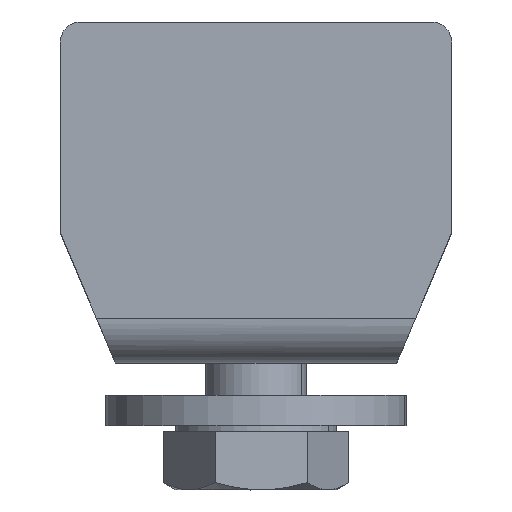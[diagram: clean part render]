
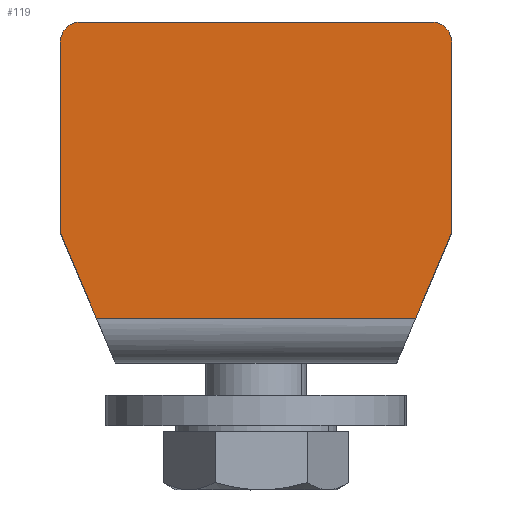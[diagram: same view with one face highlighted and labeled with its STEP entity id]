
A CAD part, top view. The second image highlights one B-rep face of the part: STEP entity #119.
In plain terms, the highlighted planar face has unit normal (0, 0, 1).
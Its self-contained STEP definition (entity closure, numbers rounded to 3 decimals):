
#7 = ORIENTED_EDGE ( 'NONE', *, *, #1511, .T. ) ;
#55 = EDGE_CURVE ( 'NONE', #1103, #969, #563, .T. ) ;
#73 = EDGE_CURVE ( 'NONE', #1354, #1103, #2132, .T. ) ;
#102 = CARTESIAN_POINT ( 'NONE',  ( -8.609, 57.194, 43.705 ) ) ;
#119 = ADVANCED_FACE ( 'NONE', ( #1393 ), #762, .T. ) ;
#159 = CARTESIAN_POINT ( 'NONE',  ( -10.609, 36.194, 43.705 ) ) ;
#198 = EDGE_CURVE ( 'NONE', #969, #1694, #1717, .T. ) ;
#259 = ORIENTED_EDGE ( 'NONE', *, *, #1246, .T. ) ;
#279 = VECTOR ( 'NONE', #1551, 1000. ) ;
#283 = CARTESIAN_POINT ( 'NONE',  ( -8.609, 55.194, 43.705 ) ) ;
#313 = ORIENTED_EDGE ( 'NONE', *, *, #55, .T. ) ;
#339 = CIRCLE ( 'NONE', #1366, 2. ) ;
#398 = CARTESIAN_POINT ( 'NONE',  ( 24.795, 27.694, 43.705 ) ) ;
#526 = CARTESIAN_POINT ( 'NONE',  ( 30.006, 40.011, 43.705 ) ) ;
#530 = CARTESIAN_POINT ( 'NONE',  ( 26.391, 57.194, 43.705 ) ) ;
#563 = LINE ( 'NONE', #2119, #2110 ) ;
#576 = ORIENTED_EDGE ( 'NONE', *, *, #1167, .T. ) ;
#583 = CARTESIAN_POINT ( 'NONE',  ( -10.609, 57.194, 43.705 ) ) ;
#593 = VERTEX_POINT ( 'NONE', #1442 ) ;
#658 = VERTEX_POINT ( 'NONE', #102 ) ;
#683 = CARTESIAN_POINT ( 'NONE',  ( 26.391, 55.194, 43.705 ) ) ;
#689 = DIRECTION ( 'NONE',  ( 0., 0., 1. ) ) ;
#743 = ORIENTED_EDGE ( 'NONE', *, *, #198, .T. ) ;
#762 = PLANE ( 'NONE',  #1325 ) ;
#893 = CARTESIAN_POINT ( 'NONE',  ( -10.609, 57.194, 43.705 ) ) ;
#898 = CIRCLE ( 'NONE', #1789, 2. ) ;
#942 = CARTESIAN_POINT ( 'NONE',  ( -10.609, 57.194, 43.705 ) ) ;
#969 = VERTEX_POINT ( 'NONE', #1998 ) ;
#971 = VECTOR ( 'NONE', #1696, 1000. ) ;
#975 = ORIENTED_EDGE ( 'NONE', *, *, #73, .T. ) ;
#987 = DIRECTION ( 'NONE',  ( 0., -1., 0. ) ) ;
#1033 = DIRECTION ( 'NONE',  ( 0., -1., 0. ) ) ;
#1047 = VECTOR ( 'NONE', #1443, 1000. ) ;
#1077 = LINE ( 'NONE', #1837, #1489 ) ;
#1103 = VERTEX_POINT ( 'NONE', #159 ) ;
#1167 = EDGE_CURVE ( 'NONE', #593, #2086, #339, .T. ) ;
#1246 = EDGE_CURVE ( 'NONE', #1694, #1781, #1668, .T. ) ;
#1279 = VECTOR ( 'NONE', #1299, 1000. ) ;
#1299 = DIRECTION ( 'NONE',  ( 1., 0., 0. ) ) ;
#1325 = AXIS2_PLACEMENT_3D ( 'NONE', #942, #1828, #987 ) ;
#1331 = DIRECTION ( 'NONE',  ( 0., -1., 0. ) ) ;
#1354 = VERTEX_POINT ( 'NONE', #1737 ) ;
#1366 = AXIS2_PLACEMENT_3D ( 'NONE', #683, #689, #1033 ) ;
#1393 = FACE_OUTER_BOUND ( 'NONE', #1665, .T. ) ;
#1415 = DIRECTION ( 'NONE',  ( 0., 0., 1. ) ) ;
#1420 = ORIENTED_EDGE ( 'NONE', *, *, #2067, .F. ) ;
#1427 = DIRECTION ( 'NONE',  ( 0., -1., 0. ) ) ;
#1437 = DIRECTION ( 'NONE',  ( 0.39, -0.921, 0. ) ) ;
#1442 = CARTESIAN_POINT ( 'NONE',  ( 28.391, 55.194, 43.705 ) ) ;
#1443 = DIRECTION ( 'NONE',  ( 0., -1., 0. ) ) ;
#1489 = VECTOR ( 'NONE', #1331, 1000. ) ;
#1511 = EDGE_CURVE ( 'NONE', #658, #1354, #898, .T. ) ;
#1545 = ORIENTED_EDGE ( 'NONE', *, *, #1841, .F. ) ;
#1551 = DIRECTION ( 'NONE',  ( 1., 0., 0. ) ) ;
#1660 = CARTESIAN_POINT ( 'NONE',  ( -10.609, 27.694, 43.705 ) ) ;
#1665 = EDGE_LOOP ( 'NONE', ( #313, #743, #259, #1545, #576, #1420, #7, #975 ) ) ;
#1668 = LINE ( 'NONE', #526, #971 ) ;
#1694 = VERTEX_POINT ( 'NONE', #398 ) ;
#1696 = DIRECTION ( 'NONE',  ( 0.39, 0.921, 0. ) ) ;
#1717 = LINE ( 'NONE', #1660, #1279 ) ;
#1737 = CARTESIAN_POINT ( 'NONE',  ( -10.609, 55.194, 43.705 ) ) ;
#1781 = VERTEX_POINT ( 'NONE', #1788 ) ;
#1788 = CARTESIAN_POINT ( 'NONE',  ( 28.391, 36.194, 43.705 ) ) ;
#1789 = AXIS2_PLACEMENT_3D ( 'NONE', #283, #1415, #1427 ) ;
#1828 = DIRECTION ( 'NONE',  ( 0., 0., 1. ) ) ;
#1837 = CARTESIAN_POINT ( 'NONE',  ( 28.391, 57.194, 43.705 ) ) ;
#1841 = EDGE_CURVE ( 'NONE', #593, #1781, #1077, .T. ) ;
#1917 = LINE ( 'NONE', #893, #279 ) ;
#1998 = CARTESIAN_POINT ( 'NONE',  ( -7.013, 27.694, 43.705 ) ) ;
#2067 = EDGE_CURVE ( 'NONE', #658, #2086, #1917, .T. ) ;
#2086 = VERTEX_POINT ( 'NONE', #530 ) ;
#2110 = VECTOR ( 'NONE', #1437, 1000. ) ;
#2119 = CARTESIAN_POINT ( 'NONE',  ( -18.145, 54.006, 43.705 ) ) ;
#2132 = LINE ( 'NONE', #583, #1047 ) ;
